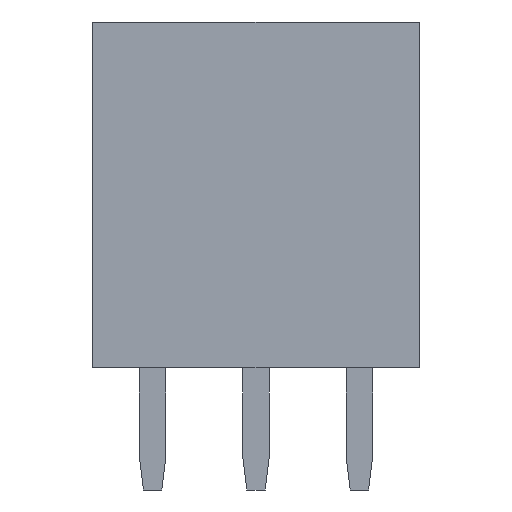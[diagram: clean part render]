
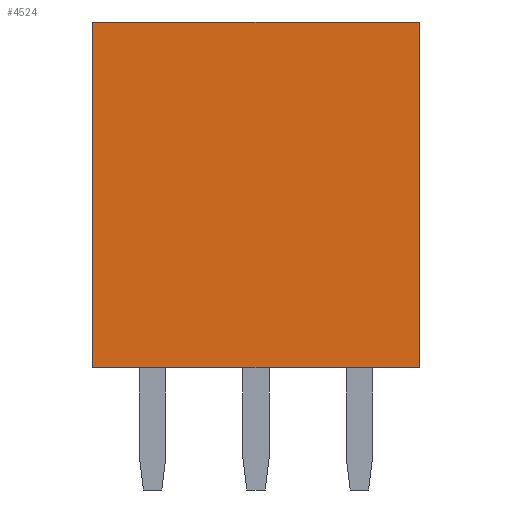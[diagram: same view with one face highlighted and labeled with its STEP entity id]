
A CAD part, front view. The second image highlights one B-rep face of the part: STEP entity #4524.
In plain terms, the highlighted planar face has unit normal (0, -1, 0).
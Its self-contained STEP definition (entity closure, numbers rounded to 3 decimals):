
#272=FACE_OUTER_BOUND($,#537,.T.);
#537=EDGE_LOOP($,(#3152,#3153,#3154,#3155));
#751=LINE($,#6462,#1294);
#856=LINE($,#6677,#1399);
#863=LINE($,#6690,#1406);
#864=LINE($,#6691,#1407);
#1294=VECTOR($,#5139,8.02);
#1399=VECTOR($,#5328,8.02);
#1406=VECTOR($,#5339,8.5);
#1407=VECTOR($,#5340,8.5);
#1837=VERTEX_POINT($,#6459);
#1838=VERTEX_POINT($,#6461);
#1905=VERTEX_POINT($,#6675);
#1906=VERTEX_POINT($,#6676);
#2267=EDGE_CURVE($,#1837,#1838,#751,.T.);
#2372=EDGE_CURVE($,#1905,#1906,#856,.T.);
#2379=EDGE_CURVE($,#1837,#1905,#863,.T.);
#2380=EDGE_CURVE($,#1838,#1906,#864,.T.);
#3152=ORIENTED_EDGE($,*,*,#2267,.F.);
#3153=ORIENTED_EDGE($,*,*,#2379,.T.);
#3154=ORIENTED_EDGE($,*,*,#2372,.T.);
#3155=ORIENTED_EDGE($,*,*,#2380,.F.);
#4334=PLANE($,#4789);
#4524=ADVANCED_FACE($,(#272),#4334,.T.);
#4789=AXIS2_PLACEMENT_3D($,#6689,#5337,#5338);
#5139=DIRECTION($,(1.,0.,0.));
#5328=DIRECTION($,(1.,0.,0.));
#5337=DIRECTION('center_axis',(0.,-1.,0.));
#5338=DIRECTION('ref_axis',(1.,0.,0.));
#5339=DIRECTION($,(0.,0.,-1.));
#5340=DIRECTION($,(0.,0.,-1.));
#6459=CARTESIAN_POINT('',(-4.01,-1.25,8.5));
#6461=CARTESIAN_POINT('',(4.01,-1.25,8.5));
#6462=CARTESIAN_POINT($,(-4.01,-1.25,8.5));
#6675=CARTESIAN_POINT('',(-4.01,-1.25,0.));
#6676=CARTESIAN_POINT('',(4.01,-1.25,0.));
#6677=CARTESIAN_POINT($,(-4.01,-1.25,0.));
#6689=CARTESIAN_POINT('Origin',(1.27,-1.25,8.5));
#6690=CARTESIAN_POINT($,(-4.01,-1.25,8.5));
#6691=CARTESIAN_POINT($,(4.01,-1.25,8.5));
